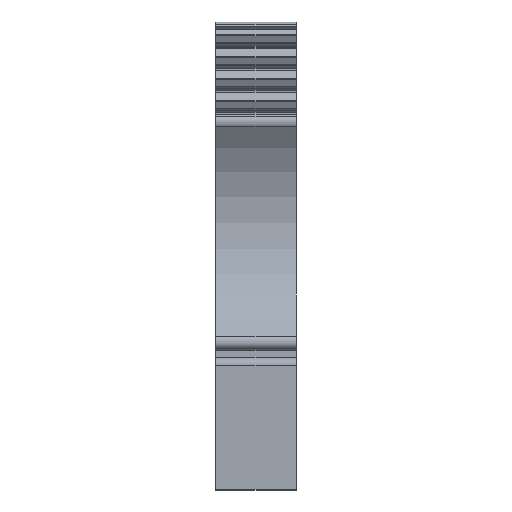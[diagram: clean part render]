
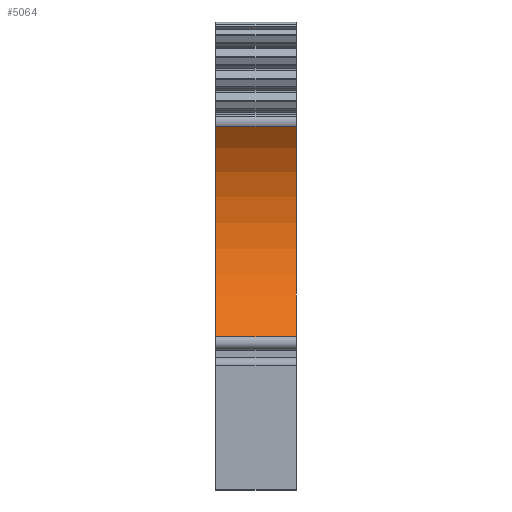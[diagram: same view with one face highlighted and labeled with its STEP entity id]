
A CAD part, front view. The second image highlights one B-rep face of the part: STEP entity #5064.
In plain terms, the highlighted cylindrical face has radius 15.05 mm (diameter 30.1 mm), a partial arc.
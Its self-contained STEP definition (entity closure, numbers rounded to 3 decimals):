
#832=AXIS2_PLACEMENT_3D('Circle Axis2P3D',#830,#831,$) ;
#2420=AXIS2_PLACEMENT_3D('Circle Axis2P3D',#2418,#2419,$) ;
#5051=AXIS2_PLACEMENT_3D('Cylinder Axis2P3D',#5048,#5049,#5050) ;
#827=CARTESIAN_POINT('Vertex',(0.,0.311,15.22)) ;
#830=CARTESIAN_POINT('Axis2P3D Location',(0.,-9.499,26.633)) ;
#834=CARTESIAN_POINT('Vertex',(0.,2.217,36.079)) ;
#2415=CARTESIAN_POINT('Vertex',(8.,2.217,36.079)) ;
#2418=CARTESIAN_POINT('Axis2P3D Location',(8.,-9.499,26.633)) ;
#2422=CARTESIAN_POINT('Vertex',(8.,0.311,15.22)) ;
#5036=CARTESIAN_POINT('Line Origine',(4.,0.311,15.22)) ;
#5048=CARTESIAN_POINT('Axis2P3D Location',(4.,-9.499,26.633)) ;
#5053=CARTESIAN_POINT('Line Origine',(4.,2.217,36.079)) ;
#831=DIRECTION('Axis2P3D Direction',(1.,0.,0.)) ;
#2419=DIRECTION('Axis2P3D Direction',(1.,0.,0.)) ;
#5037=DIRECTION('Vector Direction',(1.,0.,0.)) ;
#5049=DIRECTION('Axis2P3D Direction',(1.,0.,0.)) ;
#5050=DIRECTION('Axis2P3D XDirection',(0.,0.652,-0.758)) ;
#5054=DIRECTION('Vector Direction',(1.,0.,0.)) ;
#5038=VECTOR('Line Direction',#5037,1.) ;
#5055=VECTOR('Line Direction',#5054,1.) ;
#5059=ORIENTED_EDGE('',*,*,#836,.T.) ;
#5060=ORIENTED_EDGE('',*,*,#5040,.F.) ;
#5061=ORIENTED_EDGE('',*,*,#2424,.F.) ;
#5062=ORIENTED_EDGE('',*,*,#5057,.T.) ;
#5064=ADVANCED_FACE('WEW 35/2 V0 GF SW',(#5063),#5052,.F.) ;
#833=CIRCLE('generated circle',#832,15.05) ;
#2421=CIRCLE('generated circle',#2420,15.05) ;
#5052=CYLINDRICAL_SURFACE('generated cylinder',#5051,15.05) ;
#836=EDGE_CURVE('',#835,#828,#833,.F.) ;
#2424=EDGE_CURVE('',#2416,#2423,#2421,.F.) ;
#5040=EDGE_CURVE('',#2423,#828,#5039,.F.) ;
#5057=EDGE_CURVE('',#2416,#835,#5056,.F.) ;
#5058=EDGE_LOOP('',(#5059,#5060,#5061,#5062)) ;
#5063=FACE_OUTER_BOUND('',#5058,.T.) ;
#5039=LINE('Line',#5036,#5038) ;
#5056=LINE('Line',#5053,#5055) ;
#828=VERTEX_POINT('',#827) ;
#835=VERTEX_POINT('',#834) ;
#2416=VERTEX_POINT('',#2415) ;
#2423=VERTEX_POINT('',#2422) ;
